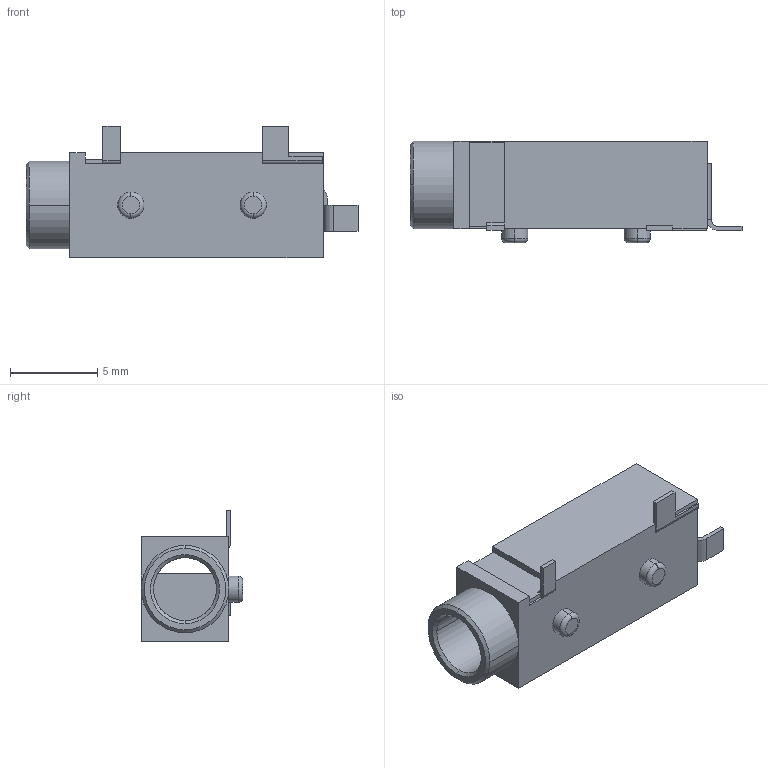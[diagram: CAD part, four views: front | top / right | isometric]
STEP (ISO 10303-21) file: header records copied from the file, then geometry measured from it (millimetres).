
FILE_DESCRIPTION((''),'2;1');
FILE_NAME('MJ-3523-SMT','2015-06-24T',('SYSTEM'),(''),'PRO/ENGINEER BY PARAMETRIC TECHNOLOGY CORPORATION, 2015110','PRO/ENGINEER BY PARAMETRIC TECHNOLOGY CORPORATION, 2015110','');
FILE_SCHEMA(('AUTOMOTIVE_DESIGN { 1 0 10303 214 1 1 1 1 }'));
Length unit declared in the file: millimetre
Products named in the file (1): MJ-3523-SMT
Bounding box: 19 x 5.8 x 7.5 mm (x, y, z)
Volume: 298.9 mm3; surface area: 638.1 mm2
Topology: 1 solids, 1 shells, 71 faces, 190 edges, 122 vertices
Faces by surface type: plane 49, cylinder 14, torus 4, cone 4
Entity records: 2764 total; most frequent: CARTESIAN_POINT 385, DIRECTION 380, ORIENTED_EDGE 380, EDGE_CURVE 190, VECTOR 142, LINE 142, VERTEX_POINT 122, AXIS2_PLACEMENT_3D 119
